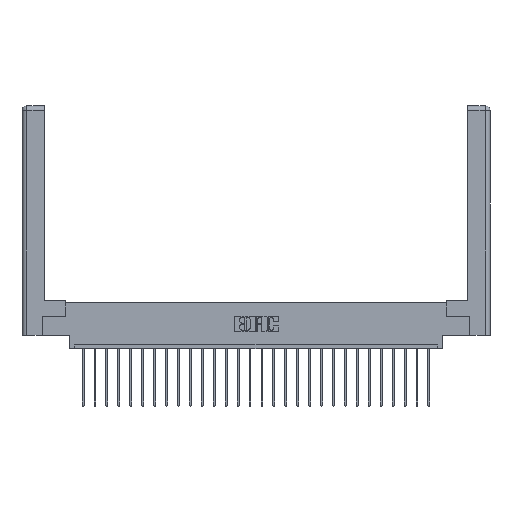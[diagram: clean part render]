
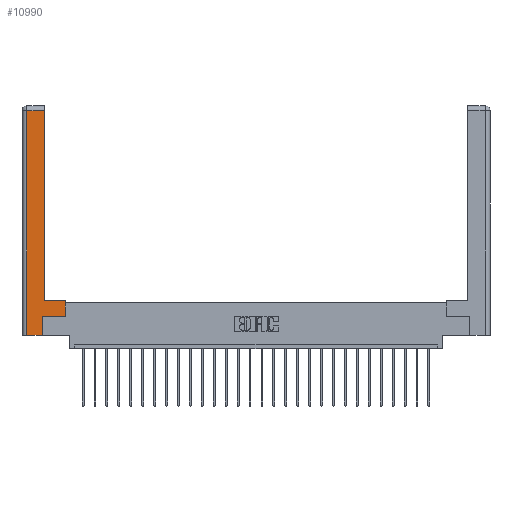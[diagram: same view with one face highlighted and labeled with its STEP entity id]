
A CAD part, top view. The second image highlights one B-rep face of the part: STEP entity #10990.
In plain terms, the highlighted planar face has unit normal (0, 0, 1).
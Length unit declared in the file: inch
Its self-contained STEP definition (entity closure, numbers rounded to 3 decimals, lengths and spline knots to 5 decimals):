
#1526 = LINE ( 'NONE', #5975, #17547 ) ;
#1922 = VECTOR ( 'NONE', #23312, 39.37008 ) ;
#2054 = CARTESIAN_POINT ( 'NONE',  ( 0.265, 0.245, 0. ) ) ;
#2097 = CARTESIAN_POINT ( 'NONE',  ( 0.0615, 0., 0. ) ) ;
#2148 = VERTEX_POINT ( 'NONE', #20344 ) ;
#2493 = EDGE_LOOP ( 'NONE', ( #17644, #21219, #11083, #13059, #11743, #10736, #8162, #20374 ) ) ;
#2958 = EDGE_CURVE ( 'NONE', #2148, #25647, #17659, .T. ) ;
#3117 = VERTEX_POINT ( 'NONE', #5047 ) ;
#3533 = EDGE_CURVE ( 'NONE', #10696, #8515, #17959, .T. ) ;
#4818 = CARTESIAN_POINT ( 'NONE',  ( 0.565, 0.45, 0. ) ) ;
#5047 = CARTESIAN_POINT ( 'NONE',  ( 0.295, 2.94, 0. ) ) ;
#5478 = FACE_OUTER_BOUND ( 'NONE', #2493, .T. ) ;
#5529 = DIRECTION ( 'NONE',  ( -1., 0., 0. ) ) ;
#5975 = CARTESIAN_POINT ( 'NONE',  ( 0.295, 0.45, 0. ) ) ;
#6430 = VECTOR ( 'NONE', #18163, 39.37008 ) ;
#7143 = CARTESIAN_POINT ( 'NONE',  ( 0.0615, 2.94, 0. ) ) ;
#7434 = DIRECTION ( 'NONE',  ( 0., 0., -1. ) ) ;
#7726 = LINE ( 'NONE', #10727, #1922 ) ;
#7889 = VECTOR ( 'NONE', #24878, 39.37008 ) ;
#8068 = VECTOR ( 'NONE', #8698, 39.37008 ) ;
#8162 = ORIENTED_EDGE ( 'NONE', *, *, #2958, .T. ) ;
#8515 = VERTEX_POINT ( 'NONE', #2097 ) ;
#8698 = DIRECTION ( 'NONE',  ( 0., -1., 0. ) ) ;
#8843 = CARTESIAN_POINT ( 'NONE',  ( 0.265, 0., 0. ) ) ;
#9698 = LINE ( 'NONE', #15708, #21874 ) ;
#10462 = LINE ( 'NONE', #22803, #7889 ) ;
#10608 = CARTESIAN_POINT ( 'NONE',  ( 0.0615, 0., 0. ) ) ;
#10676 = AXIS2_PLACEMENT_3D ( 'NONE', #17786, #7434, #5529 ) ;
#10696 = VERTEX_POINT ( 'NONE', #7143 ) ;
#10727 = CARTESIAN_POINT ( 'NONE',  ( 0.0615, 2.94, 0. ) ) ;
#10736 = ORIENTED_EDGE ( 'NONE', *, *, #25049, .T. ) ;
#10793 = EDGE_CURVE ( 'NONE', #8515, #22699, #17675, .T. ) ;
#10990 = ADVANCED_FACE ( 'NONE', ( #5478 ), #17522, .F. ) ;
#11001 = DIRECTION ( 'NONE',  ( 0., 1., 0. ) ) ;
#11083 = ORIENTED_EDGE ( 'NONE', *, *, #3533, .T. ) ;
#11365 = EDGE_CURVE ( 'NONE', #3117, #10696, #7726, .T. ) ;
#11585 = VECTOR ( 'NONE', #11001, 39.37008 ) ;
#11743 = ORIENTED_EDGE ( 'NONE', *, *, #15039, .T. ) ;
#12259 = VECTOR ( 'NONE', #15112, 39.37008 ) ;
#13059 = ORIENTED_EDGE ( 'NONE', *, *, #10793, .T. ) ;
#13135 = EDGE_CURVE ( 'NONE', #25647, #19408, #1526, .T. ) ;
#13477 = DIRECTION ( 'NONE',  ( 0., 1., 0. ) ) ;
#15039 = EDGE_CURVE ( 'NONE', #22699, #18976, #16001, .T. ) ;
#15112 = DIRECTION ( 'NONE',  ( 1., 0., 0. ) ) ;
#15708 = CARTESIAN_POINT ( 'NONE',  ( 0.295, 3., 0. ) ) ;
#16001 = LINE ( 'NONE', #2054, #6430 ) ;
#16037 = CARTESIAN_POINT ( 'NONE',  ( 0.265, 0.245, 0. ) ) ;
#17522 = PLANE ( 'NONE',  #10676 ) ;
#17547 = VECTOR ( 'NONE', #22317, 39.37008 ) ;
#17644 = ORIENTED_EDGE ( 'NONE', *, *, #19849, .T. ) ;
#17659 = LINE ( 'NONE', #4818, #11585 ) ;
#17675 = LINE ( 'NONE', #8843, #12259 ) ;
#17786 = CARTESIAN_POINT ( 'NONE',  ( 0., 0., 0. ) ) ;
#17950 = CARTESIAN_POINT ( 'NONE',  ( 0.295, 0.45, 0. ) ) ;
#17959 = LINE ( 'NONE', #10608, #8068 ) ;
#18163 = DIRECTION ( 'NONE',  ( 0., 1., 0. ) ) ;
#18976 = VERTEX_POINT ( 'NONE', #16037 ) ;
#19408 = VERTEX_POINT ( 'NONE', #17950 ) ;
#19849 = EDGE_CURVE ( 'NONE', #19408, #3117, #9698, .T. ) ;
#20344 = CARTESIAN_POINT ( 'NONE',  ( 0.565, 0.245, 0. ) ) ;
#20374 = ORIENTED_EDGE ( 'NONE', *, *, #13135, .T. ) ;
#21219 = ORIENTED_EDGE ( 'NONE', *, *, #11365, .T. ) ;
#21874 = VECTOR ( 'NONE', #13477, 39.37008 ) ;
#22317 = DIRECTION ( 'NONE',  ( -1., 0., 0. ) ) ;
#22699 = VERTEX_POINT ( 'NONE', #24042 ) ;
#22803 = CARTESIAN_POINT ( 'NONE',  ( 0.565, 0.245, 0. ) ) ;
#23312 = DIRECTION ( 'NONE',  ( -1., 0., 0. ) ) ;
#24042 = CARTESIAN_POINT ( 'NONE',  ( 0.265, 0., 0. ) ) ;
#24878 = DIRECTION ( 'NONE',  ( 1., 0., 0. ) ) ;
#25049 = EDGE_CURVE ( 'NONE', #18976, #2148, #10462, .T. ) ;
#25647 = VERTEX_POINT ( 'NONE', #26652 ) ;
#26652 = CARTESIAN_POINT ( 'NONE',  ( 0.565, 0.45, 0. ) ) ;
